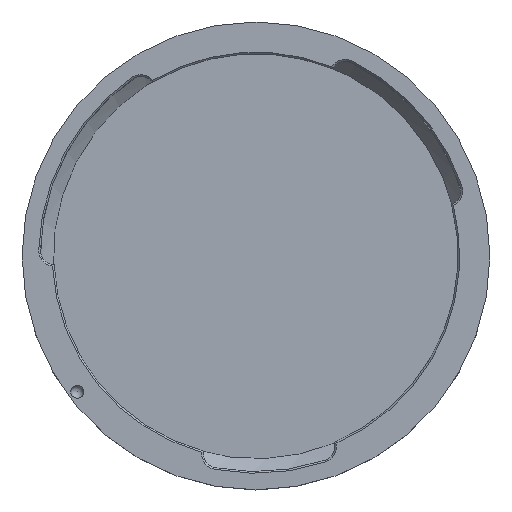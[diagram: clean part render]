
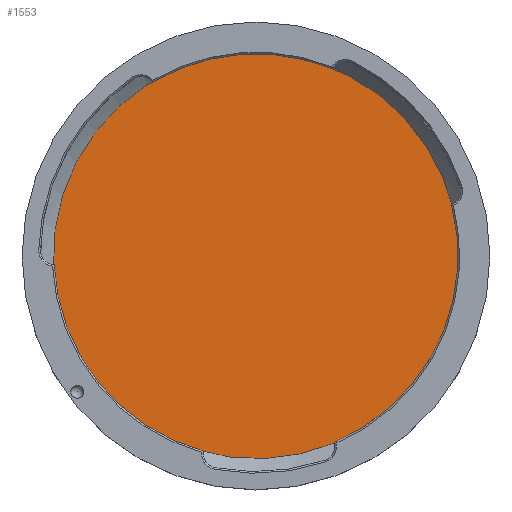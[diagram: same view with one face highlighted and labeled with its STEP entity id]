
A CAD part, top view. The second image highlights one B-rep face of the part: STEP entity #1553.
In plain terms, the highlighted planar face has unit normal (0, 0, 1).
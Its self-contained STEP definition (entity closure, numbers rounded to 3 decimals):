
#89=CIRCLE('',#1642,2.);
#91=CIRCLE('',#1645,31.1);
#94=CIRCLE('',#1649,2.2);
#132=CIRCLE('',#1714,31.2);
#330=ORIENTED_EDGE('',*,*,#649,.T.);
#331=ORIENTED_EDGE('',*,*,#718,.T.);
#332=ORIENTED_EDGE('',*,*,#657,.F.);
#333=ORIENTED_EDGE('',*,*,#652,.F.);
#649=EDGE_CURVE('',#876,#875,#89,.T.);
#652=EDGE_CURVE('',#876,#878,#91,.T.);
#657=EDGE_CURVE('',#878,#882,#94,.T.);
#718=EDGE_CURVE('',#875,#882,#132,.T.);
#875=VERTEX_POINT('',#2366);
#876=VERTEX_POINT('',#2368);
#878=VERTEX_POINT('',#2374);
#882=VERTEX_POINT('',#2384);
#1302=EDGE_LOOP('',(#330,#331,#332,#333));
#1405=FACE_BOUND('',#1302,.T.);
#1476=PLANE('',#1713);
#1553=ADVANCED_FACE('',(#1405),#1476,.T.);
#1642=AXIS2_PLACEMENT_3D('',#2367,#1855,#1856);
#1645=AXIS2_PLACEMENT_3D('',#2373,#1862,#1863);
#1649=AXIS2_PLACEMENT_3D('',#2383,#1872,#1873);
#1713=AXIS2_PLACEMENT_3D('',#2529,#2016,#2017);
#1714=AXIS2_PLACEMENT_3D('',#2530,#2018,#2019);
#1855=DIRECTION('',(0.,0.,-1.));
#1856=DIRECTION('',(-1.,0.,0.));
#1862=DIRECTION('',(0.,0.,-1.));
#1863=DIRECTION('',(-1.,0.,0.));
#1872=DIRECTION('',(0.,0.,-1.));
#1873=DIRECTION('',(-1.,0.,0.));
#2016=DIRECTION('',(0.,0.,1.));
#2017=DIRECTION('',(1.,0.,0.));
#2018=DIRECTION('',(0.,0.,1.));
#2019=DIRECTION('',(1.,0.,0.));
#2366=CARTESIAN_POINT('',(21.069,-23.012,-8.85));
#2367=CARTESIAN_POINT('',(21.873,-24.843,-8.85));
#2368=CARTESIAN_POINT('',(20.552,-23.342,-8.85));
#2373=CARTESIAN_POINT('',(0.,0.,-8.85));
#2374=CARTESIAN_POINT('',(12.007,-28.689,-8.85));
#2383=CARTESIAN_POINT('',(9.916,-29.371,-8.85));
#2384=CARTESIAN_POINT('',(12.036,-28.785,-8.85));
#2529=CARTESIAN_POINT('',(0.,0.,-8.85));
#2530=CARTESIAN_POINT('',(0.,0.,-8.85));
